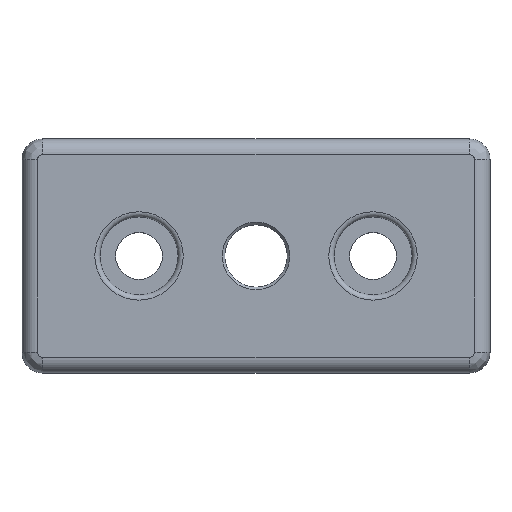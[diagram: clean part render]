
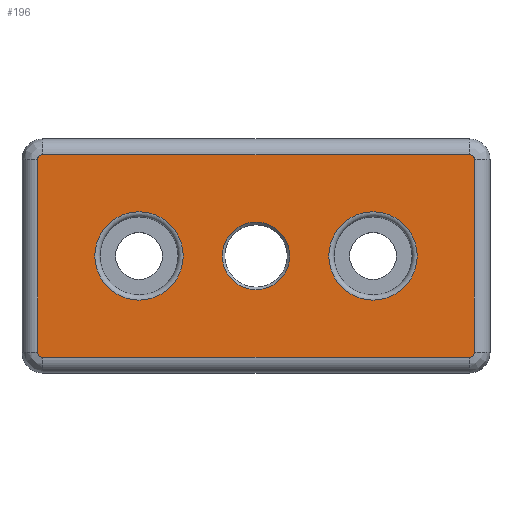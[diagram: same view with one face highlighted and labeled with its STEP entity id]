
A CAD part, top view. The second image highlights one B-rep face of the part: STEP entity #196.
In plain terms, the highlighted planar face has unit normal (0, 0, 1).
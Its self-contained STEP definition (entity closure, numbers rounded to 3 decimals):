
#196=ADVANCED_FACE('',(#228,#229,#230,#231),#232,.T.);
#228=FACE_BOUND('',#303,.T.);
#229=FACE_BOUND('',#304,.T.);
#230=FACE_OUTER_BOUND('',#305,.T.);
#231=FACE_BOUND('',#306,.T.);
#232=PLANE('',#307);
#303=EDGE_LOOP('',(#468));
#304=EDGE_LOOP('',(#469));
#305=EDGE_LOOP('',(#470,#471,#472,#473,#474,#475,#476,#477));
#306=EDGE_LOOP('',(#478));
#307=AXIS2_PLACEMENT_3D('',#479,#480,#481);
#468=ORIENTED_EDGE('',*,*,#647,.T.);
#469=ORIENTED_EDGE('',*,*,#648,.T.);
#470=ORIENTED_EDGE('',*,*,#649,.T.);
#471=ORIENTED_EDGE('',*,*,#650,.T.);
#472=ORIENTED_EDGE('',*,*,#651,.T.);
#473=ORIENTED_EDGE('',*,*,#652,.T.);
#474=ORIENTED_EDGE('',*,*,#653,.T.);
#475=ORIENTED_EDGE('',*,*,#654,.T.);
#476=ORIENTED_EDGE('',*,*,#655,.T.);
#477=ORIENTED_EDGE('',*,*,#656,.T.);
#478=ORIENTED_EDGE('',*,*,#657,.T.);
#479=CARTESIAN_POINT('',(0.0,0.0,16.0));
#480=DIRECTION('',(0.0,0.0,1.0));
#481=DIRECTION('',(1.0,0.0,0.0));
#647=EDGE_CURVE('',#702,#702,#703,.F.);
#648=EDGE_CURVE('',#704,#704,#705,.F.);
#649=EDGE_CURVE('',#706,#707,#708,.T.);
#650=EDGE_CURVE('',#707,#709,#710,.T.);
#651=EDGE_CURVE('',#709,#711,#712,.T.);
#652=EDGE_CURVE('',#711,#713,#714,.T.);
#653=EDGE_CURVE('',#713,#715,#716,.T.);
#654=EDGE_CURVE('',#715,#717,#718,.T.);
#655=EDGE_CURVE('',#717,#719,#720,.T.);
#656=EDGE_CURVE('',#719,#706,#721,.T.);
#657=EDGE_CURVE('',#722,#722,#723,.T.);
#702=VERTEX_POINT('',#794);
#703=CIRCLE('',#795,8.5);
#704=VERTEX_POINT('',#796);
#705=CIRCLE('',#797,8.5);
#706=VERTEX_POINT('',#798);
#707=VERTEX_POINT('',#799);
#708=LINE('',#800,#801);
#709=VERTEX_POINT('',#802);
#710=CIRCLE('',#803,1.0);
#711=VERTEX_POINT('',#804);
#712=LINE('',#805,#806);
#713=VERTEX_POINT('',#807);
#714=CIRCLE('',#808,1.0);
#715=VERTEX_POINT('',#809);
#716=LINE('',#810,#811);
#717=VERTEX_POINT('',#812);
#718=CIRCLE('',#813,1.0);
#719=VERTEX_POINT('',#814);
#720=LINE('',#815,#816);
#721=CIRCLE('',#817,1.0);
#722=VERTEX_POINT('',#818);
#723=CIRCLE('',#819,6.5);
#794=CARTESIAN_POINT('',(31.0,0.,16.0));
#795=AXIS2_PLACEMENT_3D('',#907,#908,#909);
#796=CARTESIAN_POINT('',(-14.0,0.,16.0));
#797=AXIS2_PLACEMENT_3D('',#910,#911,#912);
#798=CARTESIAN_POINT('',(42.0,-18.5,16.0));
#799=CARTESIAN_POINT('',(42.0,18.5,16.0));
#800=CARTESIAN_POINT('',(42.0,0.,16.0));
#801=VECTOR('',#913,1.0);
#802=CARTESIAN_POINT('',(41.0,19.5,16.0));
#803=AXIS2_PLACEMENT_3D('',#914,#915,#916);
#804=CARTESIAN_POINT('',(-41.0,19.5,16.0));
#805=CARTESIAN_POINT('',(0.,19.5,16.0));
#806=VECTOR('',#917,1.0);
#807=CARTESIAN_POINT('',(-42.0,18.5,16.0));
#808=AXIS2_PLACEMENT_3D('',#918,#919,#920);
#809=CARTESIAN_POINT('',(-42.0,-18.5,16.0));
#810=CARTESIAN_POINT('',(-42.0,0.,16.0));
#811=VECTOR('',#921,1.0);
#812=CARTESIAN_POINT('',(-41.0,-19.5,16.0));
#813=AXIS2_PLACEMENT_3D('',#922,#923,#924);
#814=CARTESIAN_POINT('',(41.0,-19.5,16.0));
#815=CARTESIAN_POINT('',(0.0,-19.5,16.0));
#816=VECTOR('',#925,1.0);
#817=AXIS2_PLACEMENT_3D('',#926,#927,#928);
#818=CARTESIAN_POINT('',(0.,-6.5,16.0));
#819=AXIS2_PLACEMENT_3D('',#929,#930,#931);
#907=CARTESIAN_POINT('',(22.5,0.,16.0));
#908=DIRECTION('',(0.0,0.0,1.0));
#909=DIRECTION('',(1.0,0.0,0.0));
#910=CARTESIAN_POINT('',(-22.5,0.,16.0));
#911=DIRECTION('',(0.0,0.0,1.0));
#912=DIRECTION('',(1.0,0.0,0.0));
#913=DIRECTION('',(0.,1.0,0.0));
#914=CARTESIAN_POINT('',(41.0,18.5,16.0));
#915=DIRECTION('',(0.0,0.0,1.0));
#916=DIRECTION('',(1.0,0.0,0.0));
#917=DIRECTION('',(-1.0,0.,0.0));
#918=CARTESIAN_POINT('',(-41.0,18.5,16.0));
#919=DIRECTION('',(0.0,0.0,1.0));
#920=DIRECTION('',(1.0,0.0,0.0));
#921=DIRECTION('',(0.,-1.0,0.0));
#922=CARTESIAN_POINT('',(-41.0,-18.5,16.0));
#923=DIRECTION('',(0.0,0.0,1.0));
#924=DIRECTION('',(1.0,0.0,0.0));
#925=DIRECTION('',(1.0,0.0,0.0));
#926=CARTESIAN_POINT('',(41.0,-18.5,16.0));
#927=DIRECTION('',(0.0,0.0,1.0));
#928=DIRECTION('',(1.0,0.0,0.0));
#929=CARTESIAN_POINT('',(0.0,0.,16.0));
#930=DIRECTION('',(0.0,0.0,-1.0));
#931=DIRECTION('',(0.,-1.0,0.0));
